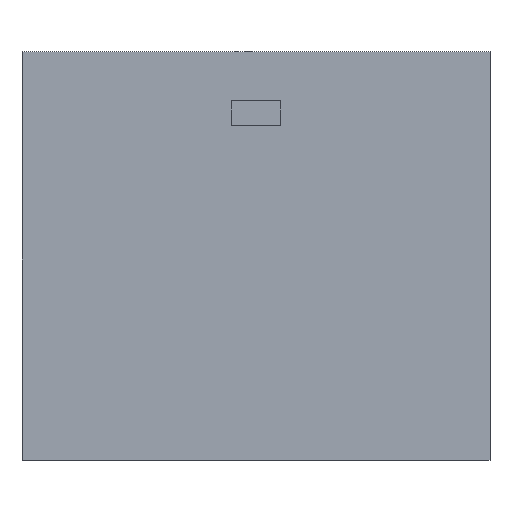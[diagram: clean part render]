
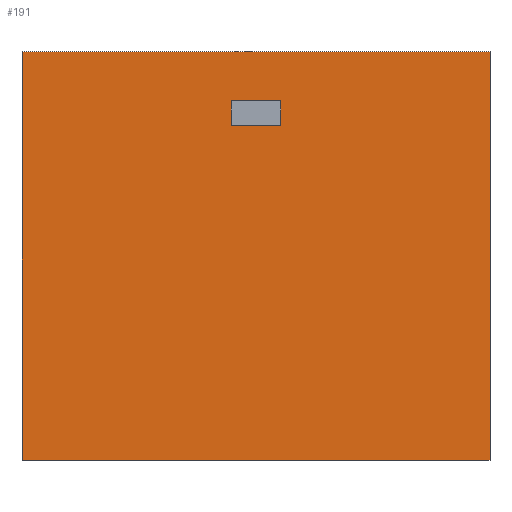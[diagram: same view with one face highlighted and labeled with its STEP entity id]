
A CAD part, top view. The second image highlights one B-rep face of the part: STEP entity #191.
In plain terms, the highlighted planar face has unit normal (0, 0, 1).
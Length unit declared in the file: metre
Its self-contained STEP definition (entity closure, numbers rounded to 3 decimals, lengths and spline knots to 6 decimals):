
#20=ORIENTED_EDGE('',*,*,#68,.F.);
#21=ORIENTED_EDGE('',*,*,#69,.T.);
#22=ORIENTED_EDGE('',*,*,#70,.T.);
#23=ORIENTED_EDGE('',*,*,#71,.F.);
#24=ORIENTED_EDGE('',*,*,#72,.F.);
#25=ORIENTED_EDGE('',*,*,#73,.T.);
#26=ORIENTED_EDGE('',*,*,#74,.T.);
#27=ORIENTED_EDGE('',*,*,#75,.F.);
#68=EDGE_CURVE('',#92,#93,#108,.T.);
#69=EDGE_CURVE('',#92,#94,#109,.T.);
#70=EDGE_CURVE('',#94,#95,#110,.T.);
#71=EDGE_CURVE('',#93,#95,#111,.T.);
#72=EDGE_CURVE('',#96,#97,#112,.T.);
#73=EDGE_CURVE('',#96,#98,#113,.T.);
#74=EDGE_CURVE('',#98,#99,#114,.T.);
#75=EDGE_CURVE('',#97,#99,#115,.T.);
#92=VERTEX_POINT('',#277);
#93=VERTEX_POINT('',#278);
#94=VERTEX_POINT('',#280);
#95=VERTEX_POINT('',#282);
#96=VERTEX_POINT('',#285);
#97=VERTEX_POINT('',#286);
#98=VERTEX_POINT('',#288);
#99=VERTEX_POINT('',#290);
#108=LINE('',#276,#132);
#109=LINE('',#279,#133);
#110=LINE('',#281,#134);
#111=LINE('',#283,#135);
#112=LINE('',#284,#136);
#113=LINE('',#287,#137);
#114=LINE('',#289,#138);
#115=LINE('',#291,#139);
#132=VECTOR('',#230,1.);
#133=VECTOR('',#231,1.);
#134=VECTOR('',#232,1.);
#135=VECTOR('',#233,1.);
#136=VECTOR('',#234,1.);
#137=VECTOR('',#235,1.);
#138=VECTOR('',#236,1.);
#139=VECTOR('',#237,1.);
#156=EDGE_LOOP('',(#20,#21,#22,#23));
#157=EDGE_LOOP('',(#24,#25,#26,#27));
#168=FACE_BOUND('',#156,.T.);
#169=FACE_BOUND('',#157,.T.);
#180=PLANE('',#215);
#191=ADVANCED_FACE('',(#168,#169),#180,.T.);
#215=AXIS2_PLACEMENT_3D('',#275,#228,#229);
#228=DIRECTION('',(0.,0.,1.));
#229=DIRECTION('',(1.,0.,0.));
#230=DIRECTION('',(1.,0.,0.));
#231=DIRECTION('',(0.,-1.,0.));
#232=DIRECTION('',(1.,0.,0.));
#233=DIRECTION('',(0.,-1.,0.));
#234=DIRECTION('',(0.,-1.,0.));
#235=DIRECTION('',(1.,0.,0.));
#236=DIRECTION('',(0.,-1.,0.));
#237=DIRECTION('',(1.,0.,0.));
#275=CARTESIAN_POINT('',(0.012194,0.024907,0.002));
#276=CARTESIAN_POINT('',(0.012194,0.066407,0.002));
#277=CARTESIAN_POINT('',(-0.035306,0.066407,0.002));
#278=CARTESIAN_POINT('',(0.059694,0.066407,0.002));
#279=CARTESIAN_POINT('',(-0.035306,0.024907,0.002));
#280=CARTESIAN_POINT('',(-0.035306,-0.016593,0.002));
#281=CARTESIAN_POINT('',(0.012194,-0.016593,0.002));
#282=CARTESIAN_POINT('',(0.059694,-0.016593,0.002));
#283=CARTESIAN_POINT('',(0.059694,0.024907,0.002));
#284=CARTESIAN_POINT('',(0.007194,0.053907,0.002));
#285=CARTESIAN_POINT('',(0.007194,0.056407,0.002));
#286=CARTESIAN_POINT('',(0.007194,0.051407,0.002));
#287=CARTESIAN_POINT('',(0.009694,0.056407,0.002));
#288=CARTESIAN_POINT('',(0.017194,0.056407,0.002));
#289=CARTESIAN_POINT('',(0.017194,0.053907,0.002));
#290=CARTESIAN_POINT('',(0.017194,0.051407,0.002));
#291=CARTESIAN_POINT('',(0.012194,0.051407,0.002));
